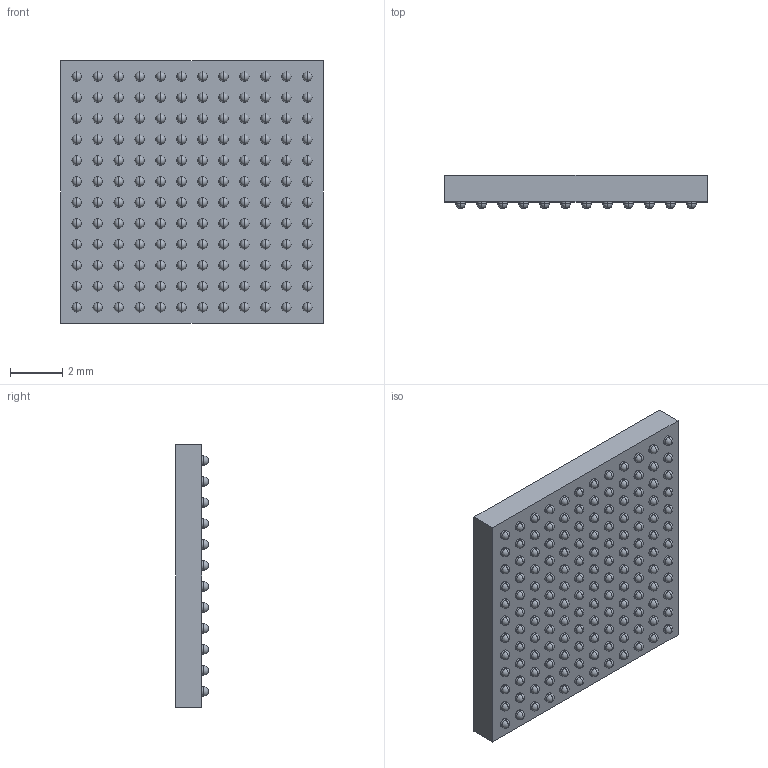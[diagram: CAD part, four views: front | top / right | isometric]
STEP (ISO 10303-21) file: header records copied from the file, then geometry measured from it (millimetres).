
FILE_DESCRIPTION (( 'STEP AP214' ), '1' );
FILE_NAME ('User Library-BGA 144.STEP', '2015-09-18T23:45:48', ( 'Windows User' ), ( '' ), 'SwSTEP 2.0', 'SolidWorks 2015', '' );
FILE_SCHEMA (( 'AUTOMOTIVE_DESIGN' ));
Length unit declared in the file: millimetre
Products named in the file (1): User Library-BGA 144
Bounding box: 10 x 1.25 x 10 mm (x, y, z)
Volume: 102.7 mm3; surface area: 266.3 mm2
Topology: 1 solids, 1 shells, 729 faces, 1458 edges, 876 vertices
Faces by surface type: cylinder 290, torus 288, plane 151
Entity records: 19377 total; most frequent: DIRECTION 4074, CARTESIAN_POINT 3064, ORIENTED_EDGE 2916, AXIS2_PLACEMENT_3D 1886, EDGE_CURVE 1458, CIRCLE 1156, VERTEX_POINT 876, EDGE_LOOP 874
